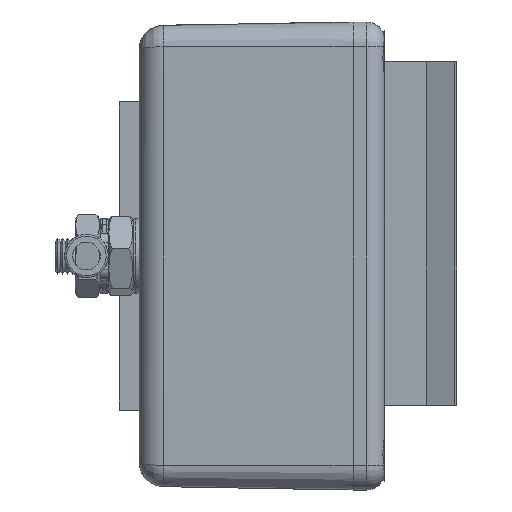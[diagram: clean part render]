
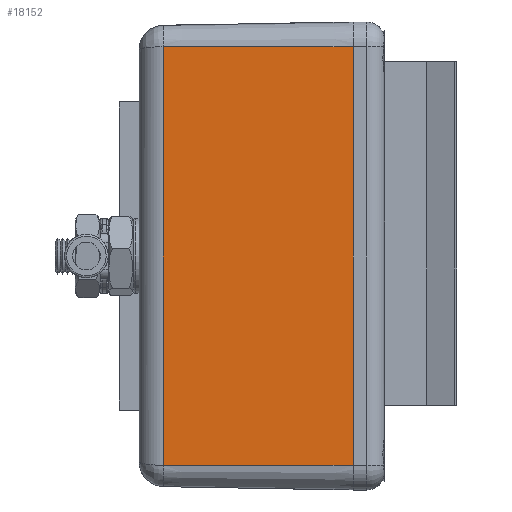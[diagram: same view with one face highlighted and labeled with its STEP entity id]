
A CAD part, left-side view. The second image highlights one B-rep face of the part: STEP entity #18152.
In plain terms, the highlighted planar face has unit normal (-1, 0.018, 0).
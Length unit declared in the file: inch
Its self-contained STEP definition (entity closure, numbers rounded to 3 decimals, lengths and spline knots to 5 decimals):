
#114 = EDGE_CURVE ( 'NONE', #28728, #7201, #5092, .T. ) ;
#153 = CARTESIAN_POINT ( 'NONE',  ( -2.16844, 0.95718, -1.056 ) ) ;
#737 = DIRECTION ( 'NONE',  ( 0., 0., 1. ) ) ;
#1918 = EDGE_LOOP ( 'NONE', ( #17302, #24386, #12365, #5368 ) ) ;
#2783 = FACE_OUTER_BOUND ( 'NONE', #1918, .T. ) ;
#3626 = AXIS2_PLACEMENT_3D ( 'NONE', #28610, #21989, #8668 ) ;
#3662 = EDGE_CURVE ( 'NONE', #28728, #5132, #19558, .T. ) ;
#4522 = DIRECTION ( 'NONE',  ( 0., 0., -1. ) ) ;
#5092 = LINE ( 'NONE', #153, #28769 ) ;
#5132 = VERTEX_POINT ( 'NONE', #25981 ) ;
#5368 = ORIENTED_EDGE ( 'NONE', *, *, #19006, .T. ) ;
#6158 = CARTESIAN_POINT ( 'NONE',  ( -2.18515, 0., -1.056 ) ) ;
#6208 = VECTOR ( 'NONE', #737, 39.37008 ) ;
#6410 = PLANE ( 'NONE',  #3626 ) ;
#6553 = CARTESIAN_POINT ( 'NONE',  ( -2.18515, 0., 1.0561 ) ) ;
#7201 = VERTEX_POINT ( 'NONE', #9703 ) ;
#7760 = VECTOR ( 'NONE', #11061, 39.37008 ) ;
#8668 = DIRECTION ( 'NONE',  ( -0.017, -1., 0. ) ) ;
#9703 = CARTESIAN_POINT ( 'NONE',  ( -2.16844, 0.95718, -1.056 ) ) ;
#11061 = DIRECTION ( 'NONE',  ( -0.017, -1., 0. ) ) ;
#11405 = VECTOR ( 'NONE', #14936, 39.37008 ) ;
#11844 = CARTESIAN_POINT ( 'NONE',  ( -2.18515, 0., -1.056 ) ) ;
#12365 = ORIENTED_EDGE ( 'NONE', *, *, #28374, .T. ) ;
#12408 = CARTESIAN_POINT ( 'NONE',  ( -2.16844, 0.95718, 1.0561 ) ) ;
#14936 = DIRECTION ( 'NONE',  ( -0.017, -1., 0. ) ) ;
#17292 = LINE ( 'NONE', #21537, #11405 ) ;
#17302 = ORIENTED_EDGE ( 'NONE', *, *, #3662, .F. ) ;
#18152 = ADVANCED_FACE ( 'NONE', ( #2783 ), #6410, .T. ) ;
#19006 = EDGE_CURVE ( 'NONE', #27422, #5132, #23974, .T. ) ;
#19558 = LINE ( 'NONE', #6553, #7760 ) ;
#21537 = CARTESIAN_POINT ( 'NONE',  ( -2.18515, 0., -1.056 ) ) ;
#21989 = DIRECTION ( 'NONE',  ( -1., 0.017, 0. ) ) ;
#23974 = LINE ( 'NONE', #11844, #6208 ) ;
#24386 = ORIENTED_EDGE ( 'NONE', *, *, #114, .T. ) ;
#25981 = CARTESIAN_POINT ( 'NONE',  ( -2.18515, 0., 1.0561 ) ) ;
#27422 = VERTEX_POINT ( 'NONE', #6158 ) ;
#28374 = EDGE_CURVE ( 'NONE', #7201, #27422, #17292, .T. ) ;
#28610 = CARTESIAN_POINT ( 'NONE',  ( -2.18515, 0., -1.056 ) ) ;
#28728 = VERTEX_POINT ( 'NONE', #12408 ) ;
#28769 = VECTOR ( 'NONE', #4522, 39.37008 ) ;
